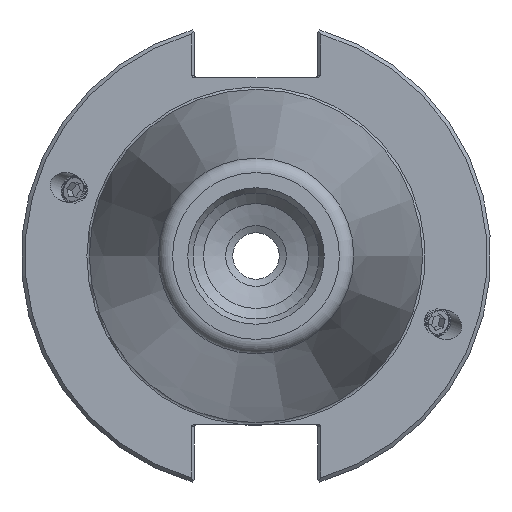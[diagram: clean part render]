
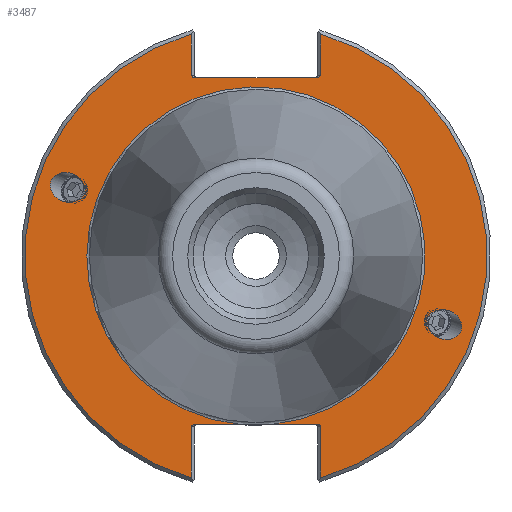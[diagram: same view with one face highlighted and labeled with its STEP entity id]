
A CAD part, left-side view. The second image highlights one B-rep face of the part: STEP entity #3487.
In plain terms, the highlighted planar face has unit normal (-1, 0, 0).
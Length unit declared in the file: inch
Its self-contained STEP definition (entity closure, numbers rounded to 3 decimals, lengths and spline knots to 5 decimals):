
#603=CARTESIAN_POINT('',(0.125,-1.41616,-0.51544));
#604=VERTEX_POINT('',#603);
#605=CARTESIAN_POINT('',(0.125,-1.55382,-0.56555));
#606=DIRECTION('',(1.0,0.0,0.0));
#607=DIRECTION('',(0.0,-0.94,-0.342));
#608=AXIS2_PLACEMENT_3D('',#605,#606,#607);
#609=ELLIPSE('',#608,0.14649,0.12);
#610=EDGE_CURVE('',#604,#604,#609,.T.);
#683=CARTESIAN_POINT('',(0.125,1.41616,0.51544));
#684=VERTEX_POINT('',#683);
#685=CARTESIAN_POINT('',(0.125,1.55382,0.56555));
#686=DIRECTION('',(1.0,0.0,0.0));
#687=DIRECTION('',(0.0,0.94,0.342));
#688=AXIS2_PLACEMENT_3D('',#685,#686,#687);
#689=ELLIPSE('',#688,0.14649,0.12);
#690=EDGE_CURVE('',#684,#684,#689,.T.);
#2836=CARTESIAN_POINT('',(0.125,-0.50422,1.472));
#2837=VERTEX_POINT('',#2836);
#2844=CARTESIAN_POINT('',(0.125,-0.5325,1.492));
#2845=VERTEX_POINT('',#2844);
#2846=CARTESIAN_POINT('',(0.125,-0.50422,1.492));
#2847=DIRECTION('',(-1.0,0.0,0.0));
#2848=DIRECTION('',(0.0,-1.0,0.0));
#2849=AXIS2_PLACEMENT_3D('',#2846,#2847,#2848);
#2850=ELLIPSE('',#2849,0.02828,0.02);
#2851=EDGE_CURVE('',#2837,#2845,#2850,.T.);
#2901=CARTESIAN_POINT('',(0.125,-0.5325,1.83167));
#2902=VERTEX_POINT('',#2901);
#2903=CARTESIAN_POINT('',(0.125,-0.5325,1.492));
#2904=DIRECTION('',(0.0,0.0,1.0));
#2905=VECTOR('',#2904,0.33967);
#2906=LINE('',#2903,#2905);
#2907=EDGE_CURVE('',#2845,#2902,#2906,.T.);
#2990=CARTESIAN_POINT('',(0.125,0.50422,-1.388));
#2991=VERTEX_POINT('',#2990);
#2998=CARTESIAN_POINT('',(0.125,0.5325,-1.408));
#2999=VERTEX_POINT('',#2998);
#3000=CARTESIAN_POINT('',(0.125,0.50422,-1.408));
#3001=DIRECTION('',(-1.0,0.0,0.0));
#3002=DIRECTION('',(0.0,1.0,0.0));
#3003=AXIS2_PLACEMENT_3D('',#3000,#3001,#3002);
#3004=ELLIPSE('',#3003,0.02828,0.02);
#3005=EDGE_CURVE('',#2991,#2999,#3004,.T.);
#3055=CARTESIAN_POINT('',(0.125,0.5325,-1.83167));
#3056=VERTEX_POINT('',#3055);
#3057=CARTESIAN_POINT('',(0.125,0.5325,-1.408));
#3058=DIRECTION('',(0.0,0.0,-1.0));
#3059=VECTOR('',#3058,0.42367);
#3060=LINE('',#3057,#3059);
#3061=EDGE_CURVE('',#2999,#3056,#3060,.T.);
#3086=CARTESIAN_POINT('',(0.125,-0.5325,-1.408));
#3087=VERTEX_POINT('',#3086);
#3088=CARTESIAN_POINT('',(0.125,-0.50422,-1.388));
#3089=VERTEX_POINT('',#3088);
#3090=CARTESIAN_POINT('',(0.125,-0.50422,-1.408));
#3091=DIRECTION('',(-1.0,0.0,0.0));
#3092=DIRECTION('',(0.0,-1.0,0.0));
#3093=AXIS2_PLACEMENT_3D('',#3090,#3091,#3092);
#3094=ELLIPSE('',#3093,0.02828,0.02);
#3095=EDGE_CURVE('',#3087,#3089,#3094,.T.);
#3193=CARTESIAN_POINT('',(0.125,-0.5325,-1.83167));
#3194=VERTEX_POINT('',#3193);
#3201=CARTESIAN_POINT('',(0.125,-0.5325,-1.83167));
#3202=DIRECTION('',(0.0,0.0,1.0));
#3203=VECTOR('',#3202,0.42367);
#3204=LINE('',#3201,#3203);
#3205=EDGE_CURVE('',#3194,#3087,#3204,.T.);
#3247=CARTESIAN_POINT('',(0.125,0.5325,1.492));
#3248=VERTEX_POINT('',#3247);
#3255=CARTESIAN_POINT('',(0.125,0.50422,1.472));
#3256=VERTEX_POINT('',#3255);
#3257=CARTESIAN_POINT('',(0.125,0.50422,1.492));
#3258=DIRECTION('',(-1.0,0.0,0.0));
#3259=DIRECTION('',(0.0,1.0,0.0));
#3260=AXIS2_PLACEMENT_3D('',#3257,#3258,#3259);
#3261=ELLIPSE('',#3260,0.02828,0.02);
#3262=EDGE_CURVE('',#3248,#3256,#3261,.T.);
#3347=CARTESIAN_POINT('',(0.125,0.5325,1.83167));
#3348=VERTEX_POINT('',#3347);
#3355=CARTESIAN_POINT('',(0.125,0.5325,1.83167));
#3356=DIRECTION('',(0.0,0.0,-1.0));
#3357=VECTOR('',#3356,0.33967);
#3358=LINE('',#3355,#3357);
#3359=EDGE_CURVE('',#3348,#3248,#3358,.T.);
#3394=CARTESIAN_POINT('',(0.125,-0.13957,-1.388));
#3395=VERTEX_POINT('',#3394);
#3396=CARTESIAN_POINT('',(0.125,0.13957,-1.388));
#3397=VERTEX_POINT('',#3396);
#3412=CARTESIAN_POINT('',(0.125,0.0,0.0));
#3413=DIRECTION('',(-1.0,0.0,0.0));
#3414=DIRECTION('',(0.0,-1.0,0.0));
#3415=AXIS2_PLACEMENT_3D('',#3412,#3413,#3414);
#3416=CIRCLE('',#3415,1.395);
#3417=EDGE_CURVE('',#3395,#3397,#3416,.T.);
#3433=CARTESIAN_POINT('',(0.125,1.65625,0.0));
#3434=DIRECTION('',(-1.0,0.0,0.0));
#3435=DIRECTION('',(0.0,0.0,1.0));
#3436=AXIS2_PLACEMENT_3D('',#3433,#3434,#3435);
#3437=PLANE('',#3436);
#3438=ORIENTED_EDGE('',*,*,#3417,.F.);
#3439=CARTESIAN_POINT('',(0.125,-0.50422,-1.388));
#3440=DIRECTION('',(0.0,1.0,0.0));
#3441=VECTOR('',#3440,0.36464);
#3442=LINE('',#3439,#3441);
#3443=EDGE_CURVE('',#3089,#3395,#3442,.T.);
#3444=ORIENTED_EDGE('',*,*,#3443,.F.);
#3445=ORIENTED_EDGE('',*,*,#3095,.F.);
#3446=ORIENTED_EDGE('',*,*,#3205,.F.);
#3447=CARTESIAN_POINT('',(0.125,0.0,0.0));
#3448=DIRECTION('',(1.0,0.0,0.0));
#3449=DIRECTION('',(0.0,-1.0,0.0));
#3450=AXIS2_PLACEMENT_3D('',#3447,#3448,#3449);
#3451=CIRCLE('',#3450,1.9075);
#3452=EDGE_CURVE('',#2902,#3194,#3451,.T.);
#3453=ORIENTED_EDGE('',*,*,#3452,.F.);
#3454=ORIENTED_EDGE('',*,*,#2907,.F.);
#3455=ORIENTED_EDGE('',*,*,#2851,.F.);
#3456=CARTESIAN_POINT('',(0.125,0.50422,1.472));
#3457=DIRECTION('',(0.0,-1.0,0.0));
#3458=VECTOR('',#3457,1.00843);
#3459=LINE('',#3456,#3458);
#3460=EDGE_CURVE('',#3256,#2837,#3459,.T.);
#3461=ORIENTED_EDGE('',*,*,#3460,.F.);
#3462=ORIENTED_EDGE('',*,*,#3262,.F.);
#3463=ORIENTED_EDGE('',*,*,#3359,.F.);
#3464=CARTESIAN_POINT('',(0.125,0.0,0.0));
#3465=DIRECTION('',(1.0,0.0,0.0));
#3466=DIRECTION('',(0.0,1.0,0.0));
#3467=AXIS2_PLACEMENT_3D('',#3464,#3465,#3466);
#3468=CIRCLE('',#3467,1.9075);
#3469=EDGE_CURVE('',#3056,#3348,#3468,.T.);
#3470=ORIENTED_EDGE('',*,*,#3469,.F.);
#3471=ORIENTED_EDGE('',*,*,#3061,.F.);
#3472=ORIENTED_EDGE('',*,*,#3005,.F.);
#3473=CARTESIAN_POINT('',(0.125,0.13957,-1.388));
#3474=DIRECTION('',(0.0,1.0,0.0));
#3475=VECTOR('',#3474,0.36464);
#3476=LINE('',#3473,#3475);
#3477=EDGE_CURVE('',#3397,#2991,#3476,.T.);
#3478=ORIENTED_EDGE('',*,*,#3477,.F.);
#3479=EDGE_LOOP('',(#3438,#3444,#3445,#3446,#3453,#3454,#3455,#3461,#3462,#3463,#3470,#3471,#3472,#3478));
#3480=FACE_OUTER_BOUND('',#3479,.T.);
#3481=ORIENTED_EDGE('',*,*,#610,.T.);
#3482=EDGE_LOOP('',(#3481));
#3483=FACE_BOUND('',#3482,.T.);
#3484=ORIENTED_EDGE('',*,*,#690,.T.);
#3485=EDGE_LOOP('',(#3484));
#3486=FACE_BOUND('',#3485,.T.);
#3487=ADVANCED_FACE('',(#3480,#3483,#3486),#3437,.T.);
